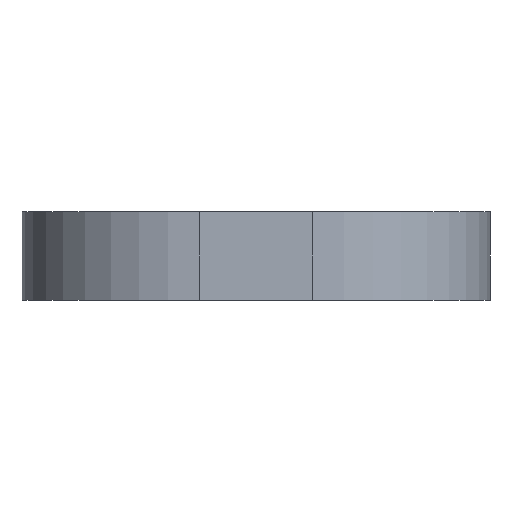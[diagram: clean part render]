
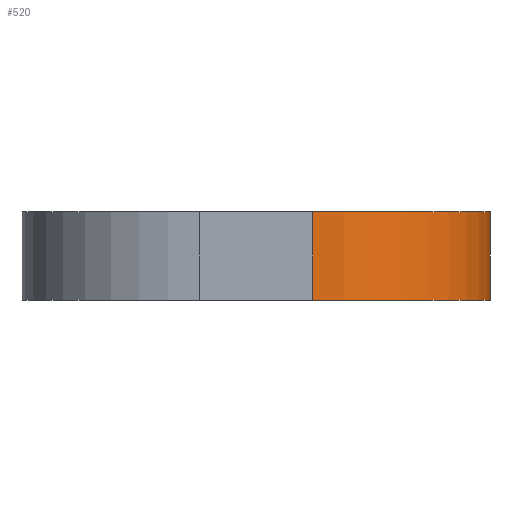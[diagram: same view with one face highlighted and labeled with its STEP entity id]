
A CAD part, left-side view. The second image highlights one B-rep face of the part: STEP entity #520.
In plain terms, the highlighted cylindrical face has radius 10 mm (diameter 20 mm), a partial arc.
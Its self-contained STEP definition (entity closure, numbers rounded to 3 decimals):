
#49 = LINE ( 'NONE', #904, #149 ) ;
#69 = CARTESIAN_POINT ( 'NONE',  ( -35.933, -3.211, 5. ) ) ;
#107 = DIRECTION ( 'NONE',  ( 0., 0., -1. ) ) ;
#110 = VERTEX_POINT ( 'NONE', #780 ) ;
#118 = CARTESIAN_POINT ( 'NONE',  ( -25.933, -3.211, 5. ) ) ;
#149 = VECTOR ( 'NONE', #993, 1000. ) ;
#186 = ORIENTED_EDGE ( 'NONE', *, *, #919, .F. ) ;
#206 = CARTESIAN_POINT ( 'NONE',  ( -25.933, -13.211, 5. ) ) ;
#218 = DIRECTION ( 'NONE',  ( 1., 0., 0. ) ) ;
#256 = AXIS2_PLACEMENT_3D ( 'NONE', #118, #107, #282 ) ;
#282 = DIRECTION ( 'NONE',  ( -1., 0., 0. ) ) ;
#311 = CIRCLE ( 'NONE', #1001, 10. ) ;
#322 = ORIENTED_EDGE ( 'NONE', *, *, #771, .F. ) ;
#336 = EDGE_CURVE ( 'NONE', #955, #551, #659, .T. ) ;
#354 = CARTESIAN_POINT ( 'NONE',  ( -25.933, -3.211, 0. ) ) ;
#421 = VECTOR ( 'NONE', #927, 1000. ) ;
#434 = ORIENTED_EDGE ( 'NONE', *, *, #698, .F. ) ;
#507 = VERTEX_POINT ( 'NONE', #69 ) ;
#520 = ADVANCED_FACE ( 'NONE', ( #982 ), #881, .T. ) ;
#551 = VERTEX_POINT ( 'NONE', #812 ) ;
#572 = ORIENTED_EDGE ( 'NONE', *, *, #336, .F. ) ;
#587 = DIRECTION ( 'NONE',  ( 0., 0., 1. ) ) ;
#590 = CARTESIAN_POINT ( 'NONE',  ( -25.933, -13.211, 5. ) ) ;
#597 = DIRECTION ( 'NONE',  ( 0., 0., -1. ) ) ;
#659 = LINE ( 'NONE', #590, #421 ) ;
#668 = EDGE_LOOP ( 'NONE', ( #434, #322, #186, #572 ) ) ;
#692 = CIRCLE ( 'NONE', #890, 10. ) ;
#697 = DIRECTION ( 'NONE',  ( 1., 0., 0. ) ) ;
#698 = EDGE_CURVE ( 'NONE', #507, #955, #692, .T. ) ;
#771 = EDGE_CURVE ( 'NONE', #110, #507, #49, .T. ) ;
#780 = CARTESIAN_POINT ( 'NONE',  ( -35.933, -3.211, 0. ) ) ;
#812 = CARTESIAN_POINT ( 'NONE',  ( -25.933, -13.211, 0. ) ) ;
#881 = CYLINDRICAL_SURFACE ( 'NONE', #256, 10. ) ;
#890 = AXIS2_PLACEMENT_3D ( 'NONE', #1085, #587, #218 ) ;
#904 = CARTESIAN_POINT ( 'NONE',  ( -35.933, -3.211, 5. ) ) ;
#919 = EDGE_CURVE ( 'NONE', #551, #110, #311, .T. ) ;
#927 = DIRECTION ( 'NONE',  ( 0., 0., -1. ) ) ;
#955 = VERTEX_POINT ( 'NONE', #206 ) ;
#982 = FACE_OUTER_BOUND ( 'NONE', #668, .T. ) ;
#993 = DIRECTION ( 'NONE',  ( 0., 0., 1. ) ) ;
#1001 = AXIS2_PLACEMENT_3D ( 'NONE', #354, #597, #697 ) ;
#1085 = CARTESIAN_POINT ( 'NONE',  ( -25.933, -3.211, 5. ) ) ;
